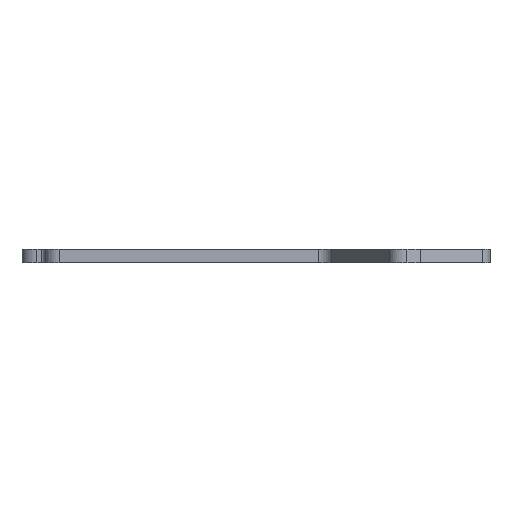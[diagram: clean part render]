
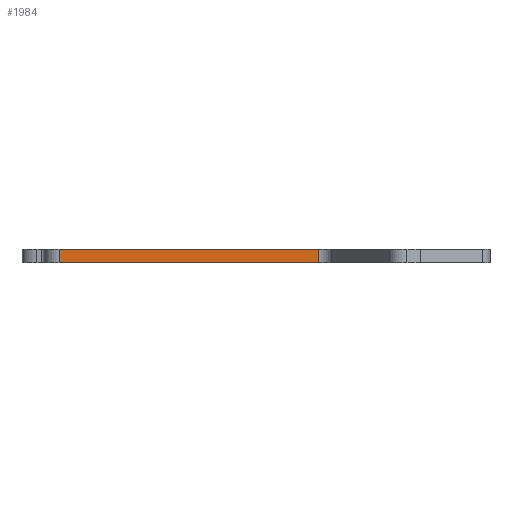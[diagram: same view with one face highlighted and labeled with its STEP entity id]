
A CAD part, left-side view. The second image highlights one B-rep face of the part: STEP entity #1984.
In plain terms, the highlighted planar face has unit normal (-1, 0, 0).
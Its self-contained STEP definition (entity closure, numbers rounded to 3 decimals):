
#21 = EDGE_CURVE('',#22,#24,#26,.T.);
#22 = VERTEX_POINT('',#23);
#23 = CARTESIAN_POINT('',(141.5,75.5,8.4)
  );
#24 = VERTEX_POINT('',#25);
#25 = CARTESIAN_POINT('',(141.5,19.939,8.4)
  );
#26 = LINE('',#27,#28);
#27 = CARTESIAN_POINT('',(141.5,67.246,8.4)
  );
#28 = VECTOR('',#29,1.);
#29 = DIRECTION('',(0.,-1.,0.));
#1984 = ADVANCED_FACE('',(#1985),#2010,.F.);
#1985 = FACE_BOUND('',#1986,.T.);
#1986 = EDGE_LOOP('',(#1987,#1988,#1996,#2004));
#1987 = ORIENTED_EDGE('',*,*,#21,.T.);
#1988 = ORIENTED_EDGE('',*,*,#1989,.F.);
#1989 = EDGE_CURVE('',#1990,#24,#1992,.T.);
#1990 = VERTEX_POINT('',#1991);
#1991 = CARTESIAN_POINT('',(141.5,19.939,
    11.2));
#1992 = LINE('',#1993,#1994);
#1993 = CARTESIAN_POINT('',(141.5,19.939,
    11.2));
#1994 = VECTOR('',#1995,1.);
#1995 = DIRECTION('',(0.,0.,-1.));
#1996 = ORIENTED_EDGE('',*,*,#1997,.F.);
#1997 = EDGE_CURVE('',#1998,#1990,#2000,.T.);
#1998 = VERTEX_POINT('',#1999);
#1999 = CARTESIAN_POINT('',(141.5,75.5,
    11.2));
#2000 = LINE('',#2001,#2002);
#2001 = CARTESIAN_POINT('',(141.5,67.246,
    11.2));
#2002 = VECTOR('',#2003,1.);
#2003 = DIRECTION('',(0.,-1.,0.));
#2004 = ORIENTED_EDGE('',*,*,#2005,.T.);
#2005 = EDGE_CURVE('',#1998,#22,#2006,.T.);
#2006 = LINE('',#2007,#2008);
#2007 = CARTESIAN_POINT('',(141.5,75.5,
    11.2));
#2008 = VECTOR('',#2009,1.);
#2009 = DIRECTION('',(0.,0.,-1.));
#2010 = PLANE('',#2011);
#2011 = AXIS2_PLACEMENT_3D('',#2012,#2013,#2014);
#2012 = CARTESIAN_POINT('',(141.5,97.7,186.754));
#2013 = DIRECTION('',(1.,0.,0.));
#2014 = DIRECTION('',(0.,1.,0.));
